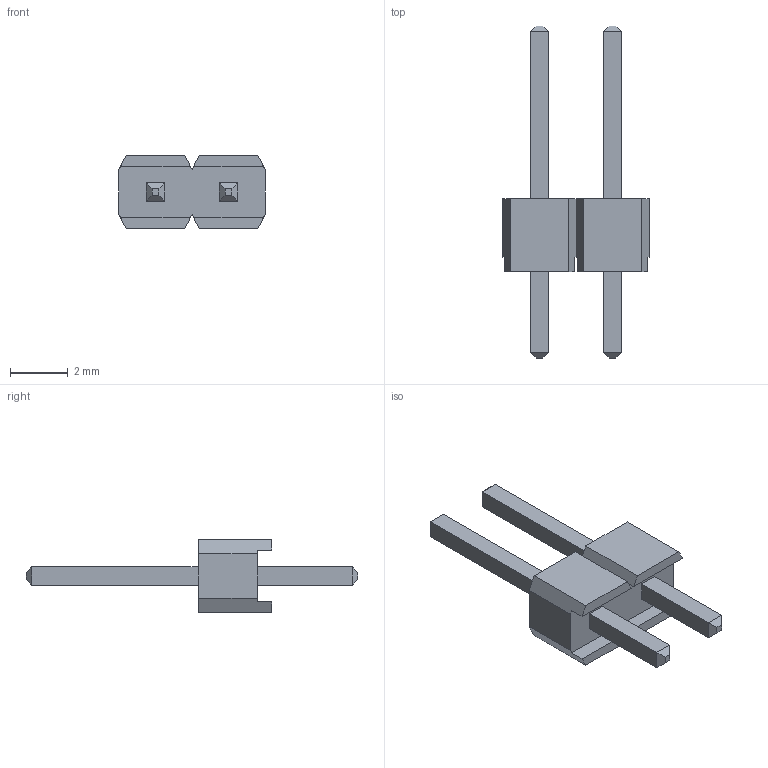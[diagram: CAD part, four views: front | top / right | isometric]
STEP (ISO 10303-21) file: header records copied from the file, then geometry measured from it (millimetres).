
FILE_DESCRIPTION (( 'STEP AP214' ), '1' );
FILE_NAME ('Connector Pin Male Vertical 2-pin 1-row 2.54mm Through Hole 250V 3A Wurth Electronics 61300211121.STEP', '2018-02-12T16:21:21', ( '' ), ( '' ), 'SwSTEP 2.0', 'SolidWorks 2016', '' );
FILE_SCHEMA (( 'AUTOMOTIVE_DESIGN' ));
Length unit declared in the file: millimetre
Products named in the file (3): 6130xx11121_PIN; 61300211121; Connector Pin Male Vertical 2-pin 1-row 2.54mm Through Hole 250V 3A Wurth Electronics 61300211121
Assembly tree (3 placements, depth 2):
  Connector Pin Male Vertical 2-pin 1-row 2.54mm Through Hole 250V 3A Wurth Electronics 61300211121
    6130xx11121_PIN  x2
    61300211121
Bounding box: 5.08 x 11.54 x 2.54 mm (x, y, z)
Volume: 34.6 mm3; surface area: 135.5 mm2
Topology: 3 solids, 3 shells, 60 faces, 146 edges, 92 vertices
Faces by surface type: plane 60
Entity records: 1484 total; most frequent: CARTESIAN_POINT 246, ORIENTED_EDGE 236, DIRECTION 222, VECTOR 118, LINE 118, EDGE_CURVE 118, VERTEX_POINT 76, AXIS2_PLACEMENT_3D 52
